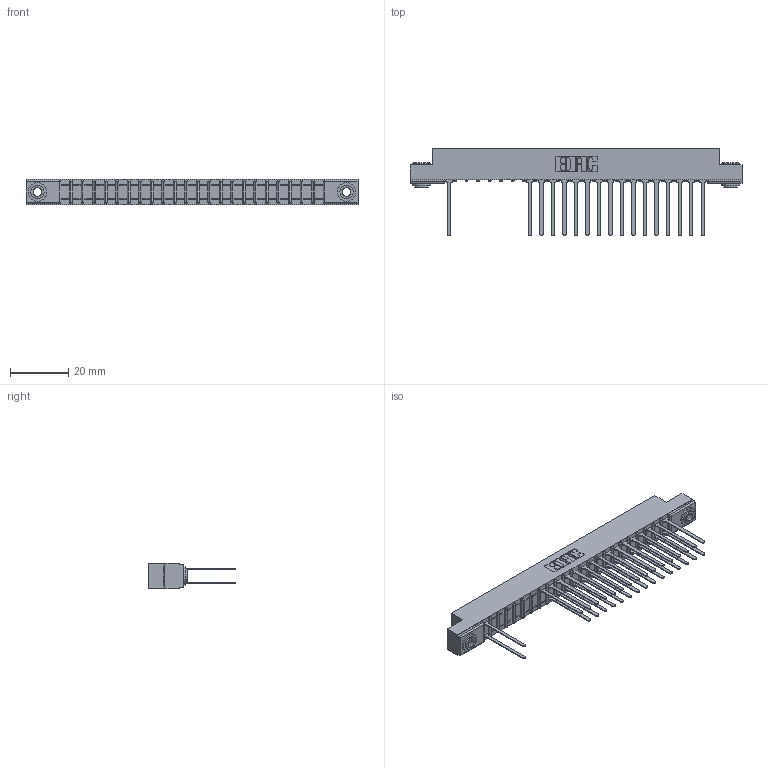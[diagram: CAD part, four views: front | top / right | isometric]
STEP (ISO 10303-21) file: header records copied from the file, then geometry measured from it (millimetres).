
FILE_DESCRIPTION (( 'STEP AP203' ), '1' );
FILE_NAME ('307-046-540-203.STEP', '2018-08-06T03:04:17', ( '' ), ( '' ), 'SwSTEP 2.0', 'SolidWorks 2016', '' );
FILE_SCHEMA (( 'CONFIG_CONTROL_DESIGN' ));
Length unit declared in the file: inch
Products named in the file (4): 307 Part_.156 Dia Mounting Holes; 307-290-001_540; 345-250-002_345-250-002-102; 307-046-540-203
Assembly tree (36 placements, depth 2):
  307-046-540-203
    307 Part_.156 Dia Mounting Holes
    307-290-001_540  x33
    345-250-002_345-250-002-102  x2
Bounding box: 114.15 x 30 x 8.71 mm (x, y, z)
Volume: 7483.6 mm3; surface area: 13574.7 mm2
Topology: 36 solids, 36 shells, 1842 faces, 5141 edges, 3314 vertices
Faces by surface type: plane 1195, cylinder 591, sphere 48, cone 8
Entity records: 23413 total; most frequent: CARTESIAN_POINT 3871, ORIENTED_EDGE 3838, DIRECTION 3801, EDGE_CURVE 1919, LINE 1457, VECTOR 1457, VERTEX_POINT 1242, AXIS2_PLACEMENT_3D 1172
